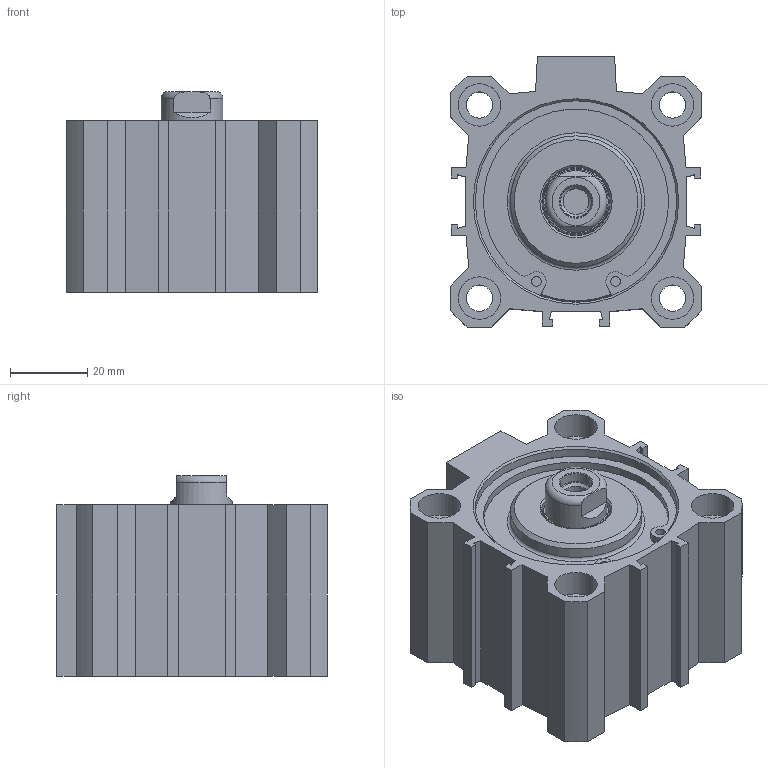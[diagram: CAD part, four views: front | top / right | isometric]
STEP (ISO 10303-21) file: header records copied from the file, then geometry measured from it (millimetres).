
FILE_DESCRIPTION((''),'2;1');
FILE_NAME('FSR050.010.GS.F.stp','2014-06-19T16:20:57',('carlo.corazza'),(''),'Autodesk Inventor 2012','Autodesk Inventor 2012','');
FILE_SCHEMA(('AUTOMOTIVE_DESIGN { 1 0 10303 214 1 1 1 1 }'));
Length unit declared in the file: millimetre
Products named in the file (5): FSR050..GS.F; CORPO-010; TA; TP; STELO-010
Assembly tree (4 placements, depth 2):
  FSR050..GS.F
    CORPO-010
    TA
    TP
    STELO-010
Bounding box: 65 x 70 x 52 mm (x, y, z)
Volume: 85280.9 mm3; surface area: 46206.4 mm2
Topology: 4 solids, 4 shells, 200 faces, 471 edges, 299 vertices
Faces by surface type: plane 104, cylinder 54, cone 31, torus 11
Full cylindrical faces by diameter (mm): 2.5 x4, 2.75 x2, 6.647 x1, 6.8 x4, 8.25 x1, 8.566 x2, 11 x8, 16 x1, 16.54 x1, 17.7 x1, 20.32 x1, 20.5 x1, 34 x1, 37 x1, 50 x1, 51.8 x4, 52.2 x2, 55.2 x2
Entity records: 5730 total; most frequent: CARTESIAN_POINT 1015, DIRECTION 942, ORIENTED_EDGE 766, EDGE_CURVE 383, AXIS2_PLACEMENT_3D 360, EDGE_LOOP 316, VERTEX_POINT 289, VECTOR 222
